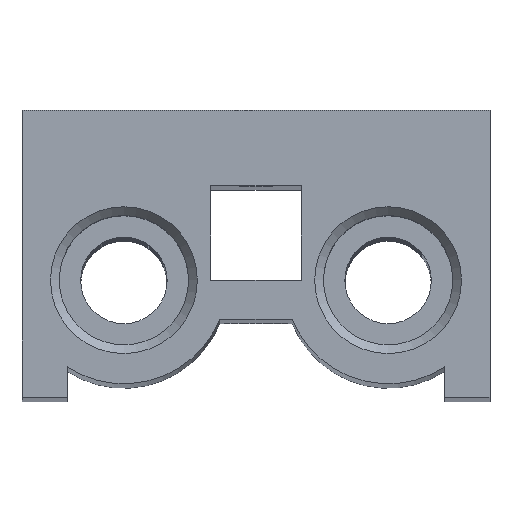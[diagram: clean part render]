
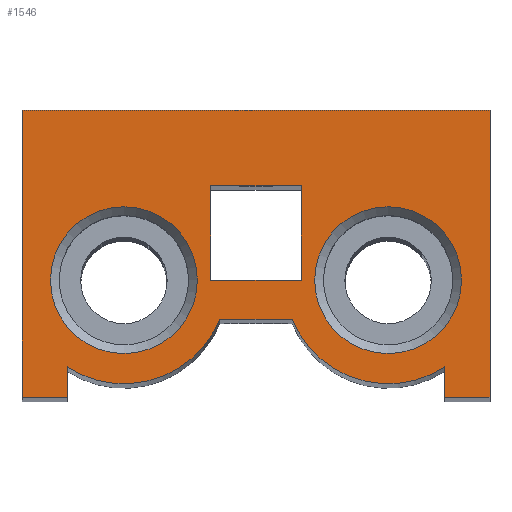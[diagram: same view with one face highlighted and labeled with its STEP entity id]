
A CAD part, top view. The second image highlights one B-rep face of the part: STEP entity #1546.
In plain terms, the highlighted planar face has unit normal (0, 0, 1).
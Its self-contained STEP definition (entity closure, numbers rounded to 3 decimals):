
#102=LINE('',#2456,#156);
#106=LINE('',#2464,#160);
#109=LINE('',#2470,#163);
#112=LINE('',#2476,#166);
#116=LINE('',#2492,#170);
#120=LINE('',#2504,#174);
#123=LINE('',#2510,#177);
#126=LINE('',#2521,#180);
#130=LINE('',#2529,#184);
#133=LINE('',#2539,#187);
#135=LINE('',#2542,#189);
#137=LINE('',#2545,#191);
#156=VECTOR('',#1955,1000.);
#160=VECTOR('',#1961,1000.);
#163=VECTOR('',#1966,1000.);
#166=VECTOR('',#1971,1000.);
#170=VECTOR('',#1987,1000.);
#174=VECTOR('',#1999,1000.);
#177=VECTOR('',#2004,1000.);
#180=VECTOR('',#2013,1000.);
#184=VECTOR('',#2019,1000.);
#187=VECTOR('',#2028,1000.);
#189=VECTOR('',#2032,1000.);
#191=VECTOR('',#2036,1000.);
#304=ORIENTED_EDGE('',*,*,#646,.T.);
#305=ORIENTED_EDGE('',*,*,#647,.T.);
#306=ORIENTED_EDGE('',*,*,#632,.F.);
#307=ORIENTED_EDGE('',*,*,#636,.F.);
#308=ORIENTED_EDGE('',*,*,#641,.F.);
#309=ORIENTED_EDGE('',*,*,#643,.F.);
#310=ORIENTED_EDGE('',*,*,#600,.T.);
#311=ORIENTED_EDGE('',*,*,#604,.T.);
#312=ORIENTED_EDGE('',*,*,#607,.T.);
#313=ORIENTED_EDGE('',*,*,#610,.T.);
#314=ORIENTED_EDGE('',*,*,#613,.T.);
#315=ORIENTED_EDGE('',*,*,#618,.T.);
#316=ORIENTED_EDGE('',*,*,#621,.T.);
#317=ORIENTED_EDGE('',*,*,#624,.T.);
#318=ORIENTED_EDGE('',*,*,#627,.T.);
#319=ORIENTED_EDGE('',*,*,#645,.T.);
#600=EDGE_CURVE('',#779,#778,#102,.T.);
#604=EDGE_CURVE('',#778,#781,#106,.T.);
#607=EDGE_CURVE('',#781,#783,#109,.T.);
#610=EDGE_CURVE('',#783,#785,#112,.T.);
#613=EDGE_CURVE('',#785,#787,#925,.T.);
#618=EDGE_CURVE('',#787,#791,#116,.T.);
#621=EDGE_CURVE('',#791,#793,#929,.T.);
#624=EDGE_CURVE('',#793,#795,#120,.T.);
#627=EDGE_CURVE('',#795,#797,#123,.T.);
#632=EDGE_CURVE('',#802,#803,#126,.T.);
#636=EDGE_CURVE('',#805,#802,#130,.T.);
#641=EDGE_CURVE('',#809,#805,#133,.T.);
#643=EDGE_CURVE('',#803,#809,#135,.T.);
#645=EDGE_CURVE('',#797,#779,#137,.T.);
#646=EDGE_CURVE('',#810,#810,#934,.T.);
#647=EDGE_CURVE('',#811,#811,#935,.T.);
#778=VERTEX_POINT('',#2455);
#779=VERTEX_POINT('',#2457);
#781=VERTEX_POINT('',#2463);
#783=VERTEX_POINT('',#2469);
#785=VERTEX_POINT('',#2475);
#787=VERTEX_POINT('',#2481);
#791=VERTEX_POINT('',#2491);
#793=VERTEX_POINT('',#2497);
#795=VERTEX_POINT('',#2503);
#797=VERTEX_POINT('',#2509);
#802=VERTEX_POINT('',#2520);
#803=VERTEX_POINT('',#2522);
#805=VERTEX_POINT('',#2528);
#809=VERTEX_POINT('',#2538);
#810=VERTEX_POINT('',#2548);
#811=VERTEX_POINT('',#2550);
#925=CIRCLE('',#1699,6.864);
#929=CIRCLE('',#1705,6.864);
#934=CIRCLE('',#1718,4.864);
#935=CIRCLE('',#1719,4.864);
#1052=EDGE_LOOP('',(#304));
#1053=EDGE_LOOP('',(#305));
#1054=EDGE_LOOP('',(#306,#307,#308,#309));
#1055=EDGE_LOOP('',(#310,#311,#312,#313,#314,#315,#316,#317,#318,#319));
#1294=FACE_BOUND('',#1052,.T.);
#1295=FACE_BOUND('',#1053,.T.);
#1296=FACE_BOUND('',#1054,.T.);
#1297=FACE_BOUND('',#1055,.T.);
#1494=PLANE('',#1717);
#1546=ADVANCED_FACE('',(#1294,#1295,#1296,#1297),#1494,.T.);
#1699=AXIS2_PLACEMENT_3D('',#2482,#1977,#1978);
#1705=AXIS2_PLACEMENT_3D('',#2498,#1993,#1994);
#1717=AXIS2_PLACEMENT_3D('',#2546,#2037,#2038);
#1718=AXIS2_PLACEMENT_3D('',#2547,#2039,#2040);
#1719=AXIS2_PLACEMENT_3D('',#2549,#2041,#2042);
#1955=DIRECTION('',(-1.,0.,0.));
#1961=DIRECTION('',(0.,-1.,0.));
#1966=DIRECTION('',(1.,0.,0.));
#1971=DIRECTION('',(0.,1.,0.));
#1977=DIRECTION('',(0.,0.,1.));
#1978=DIRECTION('',(1.,0.,0.));
#1987=DIRECTION('',(1.,0.,0.));
#1993=DIRECTION('',(0.,0.,1.));
#1994=DIRECTION('',(1.,0.,0.));
#1999=DIRECTION('',(0.,-1.,0.));
#2004=DIRECTION('',(1.,0.,0.));
#2013=DIRECTION('',(-1.,0.,0.));
#2019=DIRECTION('',(0.,1.,0.));
#2028=DIRECTION('',(1.,0.,0.));
#2032=DIRECTION('',(0.,-1.,0.));
#2036=DIRECTION('',(0.,1.,0.));
#2037=DIRECTION('',(0.,0.,1.));
#2038=DIRECTION('',(1.,0.,0.));
#2039=DIRECTION('',(0.,0.,-1.));
#2040=DIRECTION('',(-1.,0.,0.));
#2041=DIRECTION('',(0.,0.,-1.));
#2042=DIRECTION('',(-1.,0.,0.));
#2455=CARTESIAN_POINT('',(-15.5,19.,171.));
#2456=CARTESIAN_POINT('',(15.5,19.,171.));
#2457=CARTESIAN_POINT('',(15.5,19.,171.));
#2463=CARTESIAN_POINT('',(-15.5,0.,171.));
#2464=CARTESIAN_POINT('',(-15.5,19.,171.));
#2469=CARTESIAN_POINT('',(-12.5,0.,171.));
#2470=CARTESIAN_POINT('',(-15.5,0.,171.));
#2475=CARTESIAN_POINT('',(-12.5,2.001,171.));
#2476=CARTESIAN_POINT('',(-12.5,0.,171.));
#2481=CARTESIAN_POINT('',(-2.391,5.167,171.));
#2482=CARTESIAN_POINT('',(-8.75,7.75,171.));
#2491=CARTESIAN_POINT('',(2.391,5.167,171.));
#2492=CARTESIAN_POINT('',(-2.391,5.167,171.));
#2497=CARTESIAN_POINT('',(12.5,2.001,171.));
#2498=CARTESIAN_POINT('',(8.75,7.75,171.));
#2503=CARTESIAN_POINT('',(12.5,0.,171.));
#2504=CARTESIAN_POINT('',(12.5,2.001,171.));
#2509=CARTESIAN_POINT('',(15.5,0.,171.));
#2510=CARTESIAN_POINT('',(12.5,0.,171.));
#2520=CARTESIAN_POINT('',(3.,14.,171.));
#2521=CARTESIAN_POINT('',(3.,14.,171.));
#2522=CARTESIAN_POINT('',(-3.,14.,171.));
#2528=CARTESIAN_POINT('',(3.,7.75,171.));
#2529=CARTESIAN_POINT('',(3.,7.75,171.));
#2538=CARTESIAN_POINT('',(-3.,7.75,171.));
#2539=CARTESIAN_POINT('',(-3.,7.75,171.));
#2542=CARTESIAN_POINT('',(-3.,14.,171.));
#2545=CARTESIAN_POINT('',(15.5,0.,171.));
#2546=CARTESIAN_POINT('',(-8.75,7.75,171.));
#2547=CARTESIAN_POINT('',(-8.75,7.75,171.));
#2548=CARTESIAN_POINT('',(-13.614,7.75,171.));
#2549=CARTESIAN_POINT('',(8.75,7.75,171.));
#2550=CARTESIAN_POINT('',(3.886,7.75,171.));
